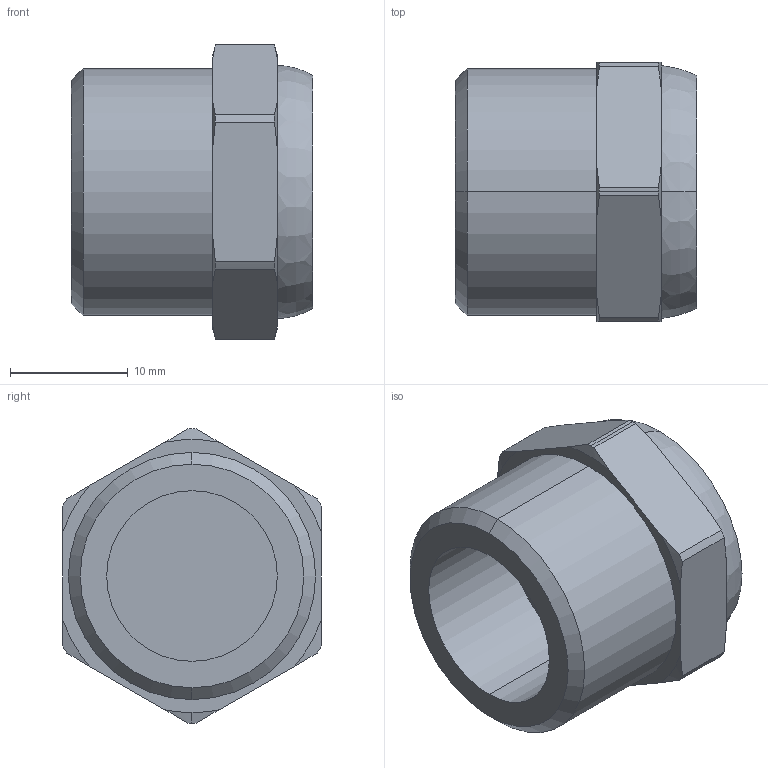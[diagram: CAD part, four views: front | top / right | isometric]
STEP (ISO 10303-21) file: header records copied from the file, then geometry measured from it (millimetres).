
FILE_DESCRIPTION (( 'STEP AP214' ), '1' );
FILE_NAME ('AZ-SEP5_IC.STEP', '2020-03-31T06:08:14', ( '' ), ( '' ), 'SwSTEP 2.0', 'SolidWorks 2020', '' );
FILE_SCHEMA (( 'AUTOMOTIVE_DESIGN' ));
Length unit declared in the file: millimetre
Products named in the file (1): AZ-SEP5_IC
Bounding box: 20.5 x 22 x 25 mm (x, y, z)
Volume: 5390.6 mm3; surface area: 2693.7 mm2
Topology: 1 solids, 1 shells, 43 faces, 108 edges, 71 vertices
Faces by surface type: cone 16, cylinder 13, plane 12, torus 2
Entity records: 1398 total; most frequent: CARTESIAN_POINT 295, DIRECTION 221, ORIENTED_EDGE 216, EDGE_CURVE 108, AXIS2_PLACEMENT_3D 93, VERTEX_POINT 71, CIRCLE 49, EDGE_LOOP 47
